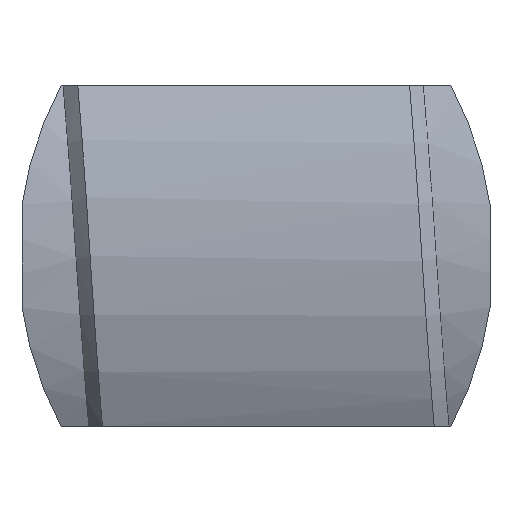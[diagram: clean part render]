
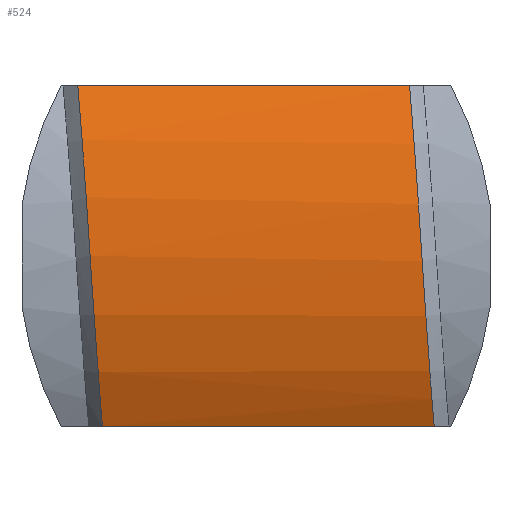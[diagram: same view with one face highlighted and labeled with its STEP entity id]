
A CAD part, top view. The second image highlights one B-rep face of the part: STEP entity #524.
In plain terms, the highlighted cylindrical face has radius 13.2 mm (diameter 26.4 mm), a partial arc.
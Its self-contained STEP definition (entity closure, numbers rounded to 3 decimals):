
#524 = ADVANCED_FACE( '', ( #614 ), #615, .T. );
#614 = FACE_OUTER_BOUND( '', #665, .T. );
#615 = CYLINDRICAL_SURFACE( '', #666, 13.2 );
#651 = EDGE_CURVE( '', #721, #719, #722, .T. );
#662 = EDGE_CURVE( '', #735, #736, #737, .T. );
#665 = EDGE_LOOP( '', ( #740, #741, #742, #743 ) );
#666 = AXIS2_PLACEMENT_3D( '', #744, #745, #746 );
#719 = VERTEX_POINT( '', #844 );
#721 = VERTEX_POINT( '', #858 );
#722 = B_SPLINE_CURVE_WITH_KNOTS( '', 3, ( #859, #860, #861, #862, #863, #864, #865, #866, #867, #868, #869, #870, #871, #872, #873, #874, #875, #876, #877, #878, #879 ), .UNSPECIFIED., .F., .F., ( 4, 1, 1, 1, 1, 1, 1, 1, 1, 1, 1, 1, 1, 1, 1, 1, 1, 1, 4 ), ( 0.001, 0.03, 0.06, 0.089, 0.118, 0.147, 0.176, 0.205, 0.234, 0.263, 0.292, 0.418, 0.544, 0.676, 0.807, 0.855, 0.903, 0.951, 0.999 ), .UNSPECIFIED. );
#735 = VERTEX_POINT( '', #919 );
#736 = VERTEX_POINT( '', #920 );
#737 = ( BOUNDED_CURVE(  )B_SPLINE_CURVE( 2, ( #923, #924, #925, #926, #927 ), .UNSPECIFIED., .F., .F. )B_SPLINE_CURVE_WITH_KNOTS( ( 3, 2, 3 ), ( 0.001, 0.5, 0.999 ), .UNSPECIFIED. )CURVE(  )GEOMETRIC_REPRESENTATION_ITEM(  )RATIONAL_B_SPLINE_CURVE( ( 0.934, 0.939, 1., 0.939, 0.934 ) )REPRESENTATION_ITEM( '' ) );
#740 = ORIENTED_EDGE( '', *, *, #959, .T. );
#741 = ORIENTED_EDGE( '', *, *, #651, .T. );
#742 = ORIENTED_EDGE( '', *, *, #960, .F. );
#743 = ORIENTED_EDGE( '', *, *, #662, .F. );
#744 = CARTESIAN_POINT( '', ( 20.87, 0., 0. ) );
#745 = DIRECTION( '', ( 1., 0., 0. ) );
#746 = DIRECTION( '', ( 0., 0., 1. ) );
#844 = CARTESIAN_POINT( '', ( -5.408, -6., 11.758 ) );
#858 = CARTESIAN_POINT( '', ( -6.275, 6., 11.758 ) );
#859 = CARTESIAN_POINT( '', ( -6.275, 6., 11.758 ) );
#860 = CARTESIAN_POINT( '', ( -6.266, 5.892, 11.812 ) );
#861 = CARTESIAN_POINT( '', ( -6.248, 5.676, 11.92 ) );
#862 = CARTESIAN_POINT( '', ( -6.222, 5.346, 12.071 ) );
#863 = CARTESIAN_POINT( '', ( -6.195, 5.012, 12.213 ) );
#864 = CARTESIAN_POINT( '', ( -6.169, 4.674, 12.346 ) );
#865 = CARTESIAN_POINT( '', ( -6.143, 4.333, 12.47 ) );
#866 = CARTESIAN_POINT( '', ( -6.117, 3.989, 12.585 ) );
#867 = CARTESIAN_POINT( '', ( -6.091, 3.642, 12.689 ) );
#868 = CARTESIAN_POINT( '', ( -6.065, 3.292, 12.785 ) );
#869 = CARTESIAN_POINT( '', ( -6.04, 2.939, 12.87 ) );
#870 = CARTESIAN_POINT( '', ( -5.987, 2.19, 13.031 ) );
#871 = CARTESIAN_POINT( '', ( -5.907, 1.03, 13.191 ) );
#872 = CARTESIAN_POINT( '', ( -5.806, -0.57, 13.22 ) );
#873 = CARTESIAN_POINT( '', ( -5.697, -2.186, 13.053 ) );
#874 = CARTESIAN_POINT( '', ( -5.606, -3.452, 12.758 ) );
#875 = CARTESIAN_POINT( '', ( -5.538, -4.353, 12.466 ) );
#876 = CARTESIAN_POINT( '', ( -5.495, -4.913, 12.256 ) );
#877 = CARTESIAN_POINT( '', ( -5.452, -5.464, 12.022 ) );
#878 = CARTESIAN_POINT( '', ( -5.423, -5.821, 11.846 ) );
#879 = CARTESIAN_POINT( '', ( -5.408, -6., 11.758 ) );
#919 = CARTESIAN_POINT( '', ( 5.408, 6., 11.758 ) );
#920 = CARTESIAN_POINT( '', ( 6.275, -6., 11.758 ) );
#923 = CARTESIAN_POINT( '', ( 5.408, 6., 11.758 ) );
#924 = CARTESIAN_POINT( '', ( 5.64, 3.173, 13.2 ) );
#925 = CARTESIAN_POINT( '', ( 5.841, 0., 13.2 ) );
#926 = CARTESIAN_POINT( '', ( 6.043, -3.173, 13.2 ) );
#927 = CARTESIAN_POINT( '', ( 6.275, -6., 11.758 ) );
#959 = EDGE_CURVE( '', #735, #721, #1007, .T. );
#960 = EDGE_CURVE( '', #736, #719, #1008, .T. );
#1007 = LINE( '', #1009, #1010 );
#1008 = LINE( '', #1011, #1012 );
#1009 = CARTESIAN_POINT( '', ( 20.87, 6., 11.758 ) );
#1010 = VECTOR( '', #1013, 1000. );
#1011 = CARTESIAN_POINT( '', ( 20.87, -6., 11.758 ) );
#1012 = VECTOR( '', #1014, 1000. );
#1013 = DIRECTION( '', ( -1., 0., 0. ) );
#1014 = DIRECTION( '', ( -1., 0., 0. ) );
